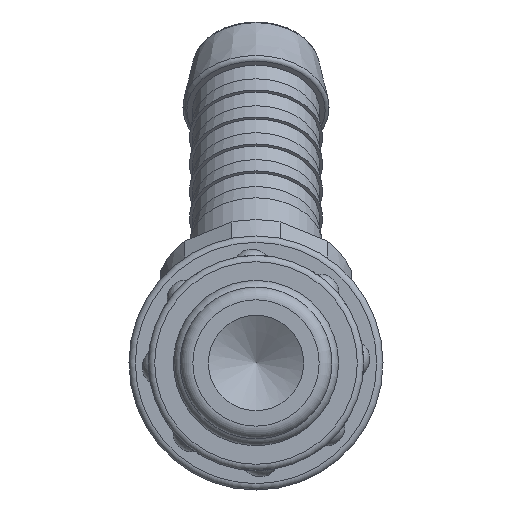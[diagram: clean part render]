
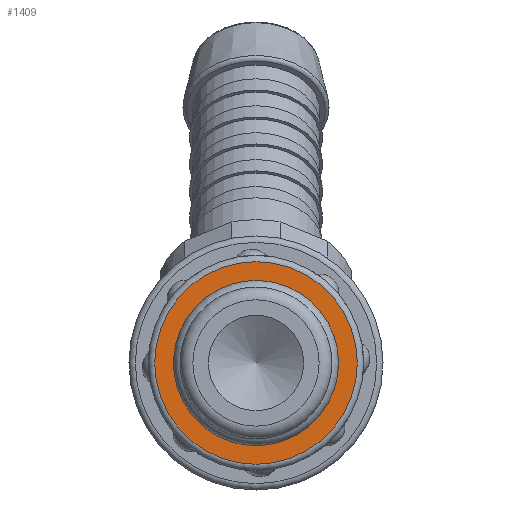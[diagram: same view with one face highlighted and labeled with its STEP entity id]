
A CAD part, left-side view. The second image highlights one B-rep face of the part: STEP entity #1409.
In plain terms, the highlighted planar face has unit normal (-1, 0, 0).
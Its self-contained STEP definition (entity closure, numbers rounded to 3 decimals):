
#86=FACE_BOUND('',#320,.T.);
#115=PLANE('',#1606);
#208=FACE_OUTER_BOUND('',#319,.T.);
#319=EDGE_LOOP('',(#1162));
#320=EDGE_LOOP('',(#1163));
#517=CIRCLE('',#1544,5.975);
#549=CIRCLE('',#1592,7.975);
#629=VERTEX_POINT('',#2279);
#655=VERTEX_POINT('',#2359);
#784=EDGE_CURVE('',#629,#629,#517,.T.);
#822=EDGE_CURVE('',#655,#655,#549,.T.);
#1162=ORIENTED_EDGE('',*,*,#822,.F.);
#1163=ORIENTED_EDGE('',*,*,#784,.F.);
#1409=ADVANCED_FACE('',(#208,#86),#115,.T.);
#1544=AXIS2_PLACEMENT_3D('',#2280,#1871,#1872);
#1592=AXIS2_PLACEMENT_3D('',#2360,#1973,#1974);
#1606=AXIS2_PLACEMENT_3D('',#2673,#2004,#2005);
#1871=DIRECTION('center_axis',(-1.,0.,0.));
#1872=DIRECTION('ref_axis',(0.,1.,0.));
#1973=DIRECTION('center_axis',(1.,0.,0.));
#1974=DIRECTION('ref_axis',(0.,0.,
-1.));
#2004=DIRECTION('center_axis',(-1.,0.,0.));
#2005=DIRECTION('ref_axis',(0.,-1.,0.));
#2279=CARTESIAN_POINT('',(8.575,-5.975,0.));
#2280=CARTESIAN_POINT('Origin',(8.575,0.,0.));
#2359=CARTESIAN_POINT('',(8.575,7.975,0.));
#2360=CARTESIAN_POINT('Origin',(8.575,0.,0.));
#2673=CARTESIAN_POINT('Origin',(8.575,0.,
6.75));
